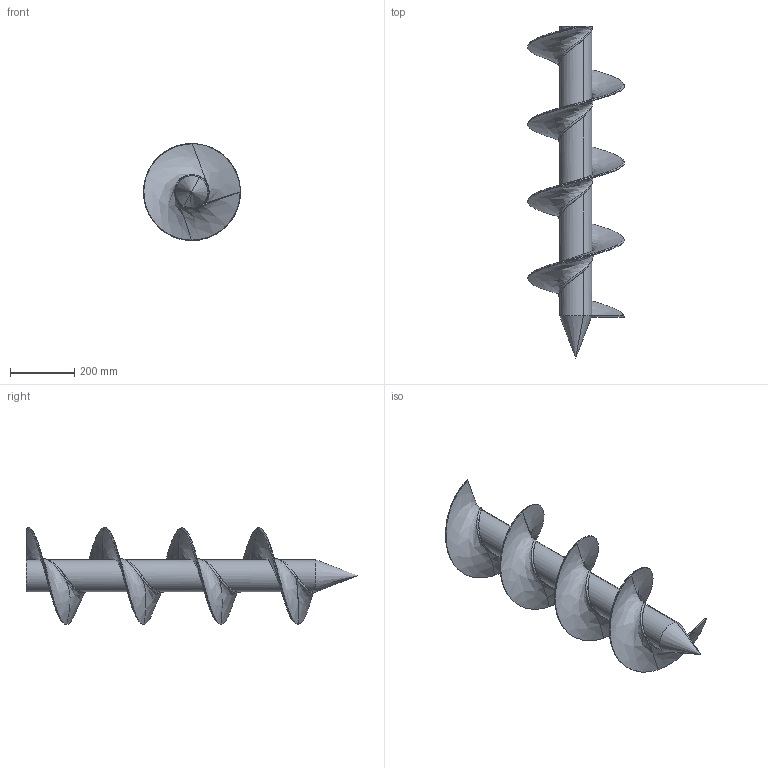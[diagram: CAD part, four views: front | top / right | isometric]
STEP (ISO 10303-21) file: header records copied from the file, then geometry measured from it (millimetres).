
FILE_DESCRIPTION(('CATIA V5 STEP Exchange'),'2;1');
FILE_NAME('Extruder Screw.stp','2018-01-31T01:04:13+00:00',('none'),('none'),'CATIA Version 5 Release 21 GA (IN-10)','CATIA V5 STEP AP203','none');
FILE_SCHEMA(('CONFIG_CONTROL_DESIGN'));
Length unit declared in the file: millimetre
Products named in the file (1): Extruder Screw
Bounding box: 301.89 x 1032.36 x 302.08 mm (x, y, z)
Volume: 8801042.7 mm3; surface area: 856996 mm2
Topology: 1 solids, 1 shells, 80 faces, 195 edges, 115 vertices
Faces by surface type: bspline 64, cylinder 13, cone 2, plane 1
Entity records: 14328 total; most frequent: CARTESIAN_POINT 13034, ORIENTED_EDGE 386, EDGE_CURVE 193, B_SPLINE_CURVE_WITH_KNOTS 172, VERTEX_POINT 115, ADVANCED_FACE 80, EDGE_LOOP 80, FACE_OUTER_BOUND 80
